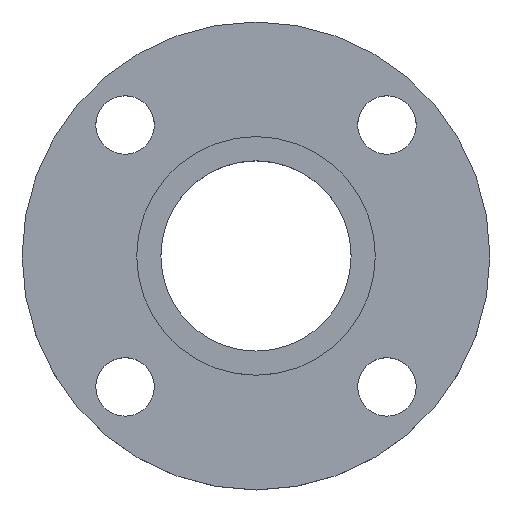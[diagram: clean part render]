
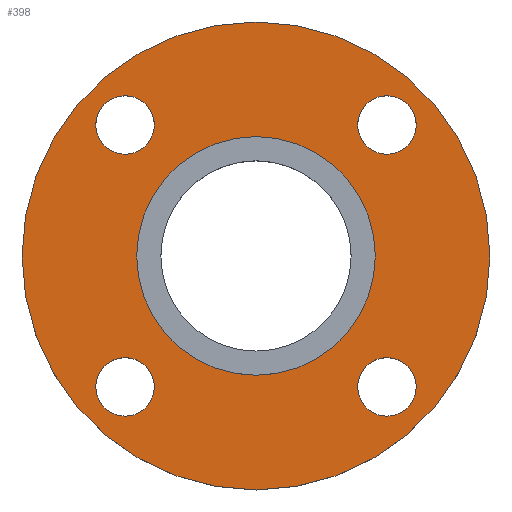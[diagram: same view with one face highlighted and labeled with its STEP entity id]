
A CAD part, top view. The second image highlights one B-rep face of the part: STEP entity #398.
In plain terms, the highlighted planar face has unit normal (0, 0, 1).
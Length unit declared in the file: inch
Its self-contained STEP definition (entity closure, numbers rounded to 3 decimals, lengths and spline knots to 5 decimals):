
#5 = EDGE_LOOP ( 'NONE', ( #460, #164 ) ) ;
#7 = DIRECTION ( 'NONE',  ( 1., 0., 0. ) ) ;
#9 = CARTESIAN_POINT ( 'NONE',  ( 3., 0., -0.0625 ) ) ;
#10 = CARTESIAN_POINT ( 'NONE',  ( -1.67938, 1.67938, -0.0625 ) ) ;
#14 = CIRCLE ( 'NONE', #557, 0.375 ) ;
#22 = EDGE_LOOP ( 'NONE', ( #549, #211 ) ) ;
#24 = CARTESIAN_POINT ( 'NONE',  ( 1.53, 0., -0.0625 ) ) ;
#26 = EDGE_CURVE ( 'NONE', #425, #55, #369, .T. ) ;
#29 = AXIS2_PLACEMENT_3D ( 'NONE', #51, #258, #642 ) ;
#33 = VERTEX_POINT ( 'NONE', #24 ) ;
#40 = CIRCLE ( 'NONE', #617, 0.375 ) ;
#51 = CARTESIAN_POINT ( 'NONE',  ( 0., 0., -0.0625 ) ) ;
#54 = DIRECTION ( 'NONE',  ( 1., 0., 0. ) ) ;
#55 = VERTEX_POINT ( 'NONE', #68 ) ;
#59 = EDGE_CURVE ( 'NONE', #452, #367, #83, .T. ) ;
#63 = CIRCLE ( 'NONE', #269, 1.53 ) ;
#68 = CARTESIAN_POINT ( 'NONE',  ( 1.30438, 1.67938, -0.0625 ) ) ;
#69 = CARTESIAN_POINT ( 'NONE',  ( 0., 0., -0.0625 ) ) ;
#78 = EDGE_CURVE ( 'NONE', #614, #580, #14, .T. ) ;
#79 = EDGE_CURVE ( 'NONE', #218, #446, #468, .T. ) ;
#83 = CIRCLE ( 'NONE', #346, 0.375 ) ;
#87 = CARTESIAN_POINT ( 'NONE',  ( 1.67938, -1.30438, -0.0625 ) ) ;
#88 = ORIENTED_EDGE ( 'NONE', *, *, #78, .F. ) ;
#102 = ORIENTED_EDGE ( 'NONE', *, *, #659, .F. ) ;
#104 = DIRECTION ( 'NONE',  ( 1., 0., 0. ) ) ;
#112 = CARTESIAN_POINT ( 'NONE',  ( 0., 0., -0.0625 ) ) ;
#118 = CIRCLE ( 'NONE', #430, 0.375 ) ;
#130 = DIRECTION ( 'NONE',  ( 0., 0., 1. ) ) ;
#132 = CARTESIAN_POINT ( 'NONE',  ( -1.53, 0., -0.0625 ) ) ;
#133 = CARTESIAN_POINT ( 'NONE',  ( -2.05438, -1.67938, -0.0625 ) ) ;
#134 = CARTESIAN_POINT ( 'NONE',  ( -1.67938, -1.67938, -0.0625 ) ) ;
#137 = CARTESIAN_POINT ( 'NONE',  ( 1.67938, -1.67938, -0.0625 ) ) ;
#138 = CIRCLE ( 'NONE', #29, 1.53 ) ;
#148 = VERTEX_POINT ( 'NONE', #132 ) ;
#149 = CIRCLE ( 'NONE', #583, 3. ) ;
#152 = EDGE_CURVE ( 'NONE', #367, #452, #675, .T. ) ;
#153 = FACE_BOUND ( 'NONE', #265, .T. ) ;
#156 = DIRECTION ( 'NONE',  ( 0., 0., 1. ) ) ;
#157 = AXIS2_PLACEMENT_3D ( 'NONE', #387, #130, #613 ) ;
#159 = AXIS2_PLACEMENT_3D ( 'NONE', #112, #156, #7 ) ;
#163 = EDGE_CURVE ( 'NONE', #580, #614, #118, .T. ) ;
#164 = ORIENTED_EDGE ( 'NONE', *, *, #152, .F. ) ;
#168 = VERTEX_POINT ( 'NONE', #246 ) ;
#171 = DIRECTION ( 'NONE',  ( 0., 0., 1. ) ) ;
#173 = DIRECTION ( 'NONE',  ( -1., 0., 0. ) ) ;
#183 = CARTESIAN_POINT ( 'NONE',  ( 1.67938, 1.67938, -0.0625 ) ) ;
#189 = DIRECTION ( 'NONE',  ( 0., 0., 1. ) ) ;
#210 = DIRECTION ( 'NONE',  ( 0., 0., 1. ) ) ;
#211 = ORIENTED_EDGE ( 'NONE', *, *, #325, .T. ) ;
#216 = AXIS2_PLACEMENT_3D ( 'NONE', #597, #210, #701 ) ;
#218 = VERTEX_POINT ( 'NONE', #87 ) ;
#220 = DIRECTION ( 'NONE',  ( 0., 0., 1. ) ) ;
#223 = DIRECTION ( 'NONE',  ( 1., 0., 0. ) ) ;
#246 = CARTESIAN_POINT ( 'NONE',  ( -3., 0., -0.0625 ) ) ;
#258 = DIRECTION ( 'NONE',  ( 0., 0., -1. ) ) ;
#261 = CARTESIAN_POINT ( 'NONE',  ( 1.67938, 1.67938, -0.0625 ) ) ;
#262 = EDGE_LOOP ( 'NONE', ( #102, #318 ) ) ;
#265 = EDGE_LOOP ( 'NONE', ( #673, #88 ) ) ;
#269 = AXIS2_PLACEMENT_3D ( 'NONE', #653, #532, #54 ) ;
#280 = EDGE_LOOP ( 'NONE', ( #660, #355 ) ) ;
#308 = FACE_OUTER_BOUND ( 'NONE', #359, .T. ) ;
#318 = ORIENTED_EDGE ( 'NONE', *, *, #79, .F. ) ;
#320 = FACE_BOUND ( 'NONE', #22, .T. ) ;
#325 = EDGE_CURVE ( 'NONE', #148, #33, #138, .T. ) ;
#326 = CARTESIAN_POINT ( 'NONE',  ( -1.67938, 2.05438, -0.0625 ) ) ;
#338 = CIRCLE ( 'NONE', #420, 0.375 ) ;
#339 = DIRECTION ( 'NONE',  ( 1., 0., 0. ) ) ;
#343 = CARTESIAN_POINT ( 'NONE',  ( -1.30438, -1.67938, -0.0625 ) ) ;
#345 = ORIENTED_EDGE ( 'NONE', *, *, #530, .T. ) ;
#346 = AXIS2_PLACEMENT_3D ( 'NONE', #391, #552, #623 ) ;
#354 = DIRECTION ( 'NONE',  ( -1., 0., 0. ) ) ;
#355 = ORIENTED_EDGE ( 'NONE', *, *, #400, .F. ) ;
#359 = EDGE_LOOP ( 'NONE', ( #476, #345 ) ) ;
#366 = CARTESIAN_POINT ( 'NONE',  ( -1.67938, 1.30438, -0.0625 ) ) ;
#367 = VERTEX_POINT ( 'NONE', #366 ) ;
#369 = CIRCLE ( 'NONE', #419, 0.375 ) ;
#374 = CARTESIAN_POINT ( 'NONE',  ( 2.05438, 1.67938, -0.0625 ) ) ;
#375 = EDGE_CURVE ( 'NONE', #463, #168, #469, .T. ) ;
#387 = CARTESIAN_POINT ( 'NONE',  ( 1.67938, -1.67938, -0.0625 ) ) ;
#391 = CARTESIAN_POINT ( 'NONE',  ( -1.67938, 1.67938, -0.0625 ) ) ;
#398 = ADVANCED_FACE ( 'NONE', ( #534, #153, #647, #592, #320, #308 ), #484, .T. ) ;
#400 = EDGE_CURVE ( 'NONE', #55, #425, #40, .T. ) ;
#405 = DIRECTION ( 'NONE',  ( 0., -1., 0. ) ) ;
#406 = DIRECTION ( 'NONE',  ( 0., 0., 1. ) ) ;
#414 = EDGE_CURVE ( 'NONE', #33, #148, #63, .T. ) ;
#419 = AXIS2_PLACEMENT_3D ( 'NONE', #183, #504, #223 ) ;
#420 = AXIS2_PLACEMENT_3D ( 'NONE', #137, #189, #405 ) ;
#425 = VERTEX_POINT ( 'NONE', #374 ) ;
#430 = AXIS2_PLACEMENT_3D ( 'NONE', #134, #406, #354 ) ;
#441 = DIRECTION ( 'NONE',  ( 0., 1., 0. ) ) ;
#446 = VERTEX_POINT ( 'NONE', #509 ) ;
#452 = VERTEX_POINT ( 'NONE', #326 ) ;
#460 = ORIENTED_EDGE ( 'NONE', *, *, #59, .F. ) ;
#463 = VERTEX_POINT ( 'NONE', #9 ) ;
#468 = CIRCLE ( 'NONE', #157, 0.375 ) ;
#469 = CIRCLE ( 'NONE', #216, 3. ) ;
#476 = ORIENTED_EDGE ( 'NONE', *, *, #375, .T. ) ;
#484 = PLANE ( 'NONE',  #159 ) ;
#504 = DIRECTION ( 'NONE',  ( 0., 0., 1. ) ) ;
#509 = CARTESIAN_POINT ( 'NONE',  ( 1.67938, -2.05438, -0.0625 ) ) ;
#514 = AXIS2_PLACEMENT_3D ( 'NONE', #10, #220, #441 ) ;
#530 = EDGE_CURVE ( 'NONE', #168, #463, #149, .T. ) ;
#532 = DIRECTION ( 'NONE',  ( 0., 0., -1. ) ) ;
#534 = FACE_BOUND ( 'NONE', #262, .T. ) ;
#540 = DIRECTION ( 'NONE',  ( 0., 0., 1. ) ) ;
#549 = ORIENTED_EDGE ( 'NONE', *, *, #414, .T. ) ;
#552 = DIRECTION ( 'NONE',  ( 0., 0., 1. ) ) ;
#557 = AXIS2_PLACEMENT_3D ( 'NONE', #619, #171, #173 ) ;
#580 = VERTEX_POINT ( 'NONE', #133 ) ;
#583 = AXIS2_PLACEMENT_3D ( 'NONE', #69, #658, #339 ) ;
#592 = FACE_BOUND ( 'NONE', #280, .T. ) ;
#597 = CARTESIAN_POINT ( 'NONE',  ( 0., 0., -0.0625 ) ) ;
#613 = DIRECTION ( 'NONE',  ( 0., -1., 0. ) ) ;
#614 = VERTEX_POINT ( 'NONE', #343 ) ;
#617 = AXIS2_PLACEMENT_3D ( 'NONE', #261, #540, #104 ) ;
#619 = CARTESIAN_POINT ( 'NONE',  ( -1.67938, -1.67938, -0.0625 ) ) ;
#623 = DIRECTION ( 'NONE',  ( 0., 1., 0. ) ) ;
#642 = DIRECTION ( 'NONE',  ( 1., 0., 0. ) ) ;
#647 = FACE_BOUND ( 'NONE', #5, .T. ) ;
#653 = CARTESIAN_POINT ( 'NONE',  ( 0., 0., -0.0625 ) ) ;
#658 = DIRECTION ( 'NONE',  ( 0., 0., 1. ) ) ;
#659 = EDGE_CURVE ( 'NONE', #446, #218, #338, .T. ) ;
#660 = ORIENTED_EDGE ( 'NONE', *, *, #26, .F. ) ;
#673 = ORIENTED_EDGE ( 'NONE', *, *, #163, .F. ) ;
#675 = CIRCLE ( 'NONE', #514, 0.375 ) ;
#701 = DIRECTION ( 'NONE',  ( 1., 0., 0. ) ) ;
